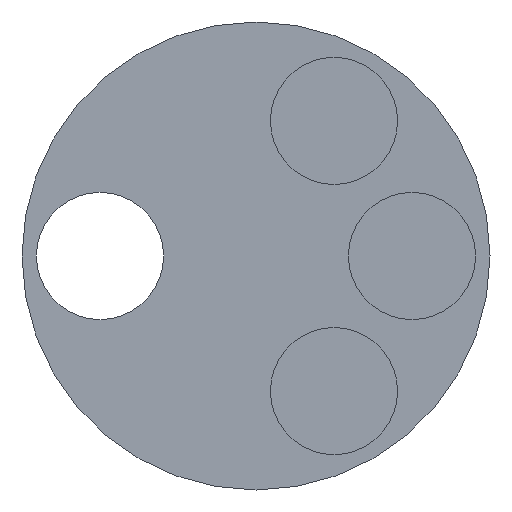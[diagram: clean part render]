
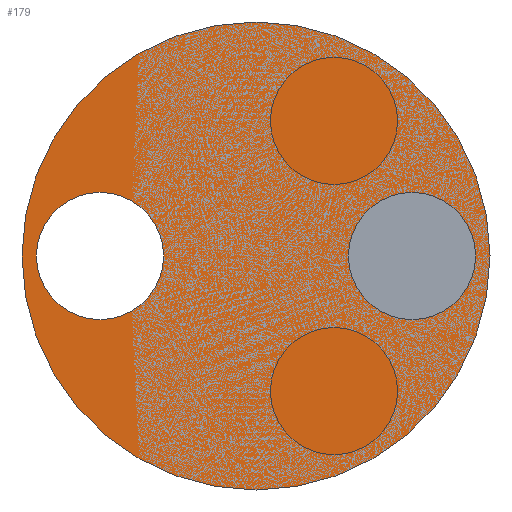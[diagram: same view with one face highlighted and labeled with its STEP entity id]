
A CAD part, front view. The second image highlights one B-rep face of the part: STEP entity #179.
In plain terms, the highlighted planar face has unit normal (0, -1, 0).
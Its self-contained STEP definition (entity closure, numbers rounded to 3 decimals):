
#19=FACE_BOUND('',#49,.T.);
#20=FACE_BOUND('',#50,.T.);
#28=PLANE('',#211);
#35=FACE_OUTER_BOUND('',#48,.T.);
#48=EDGE_LOOP('',(#141));
#49=EDGE_LOOP('',(#142));
#50=EDGE_LOOP('',(#143));
#78=CIRCLE('',#203,5.3);
#80=CIRCLE('',#206,5.3);
#82=CIRCLE('',#209,19.5);
#92=VERTEX_POINT('',#289);
#94=VERTEX_POINT('',#295);
#96=VERTEX_POINT('',#301);
#107=EDGE_CURVE('',#92,#92,#78,.T.);
#110=EDGE_CURVE('',#94,#94,#80,.T.);
#113=EDGE_CURVE('',#96,#96,#82,.T.);
#141=ORIENTED_EDGE('',*,*,#113,.F.);
#142=ORIENTED_EDGE('',*,*,#110,.F.);
#143=ORIENTED_EDGE('',*,*,#107,.F.);
#179=ADVANCED_FACE('',(#35,#19,#20),#28,.F.);
#203=AXIS2_PLACEMENT_3D('',#291,#233,#234);
#206=AXIS2_PLACEMENT_3D('',#297,#240,#241);
#209=AXIS2_PLACEMENT_3D('',#303,#247,#248);
#211=AXIS2_PLACEMENT_3D('',#305,#251,#252);
#233=DIRECTION('center_axis',(0.,-1.,0.));
#234=DIRECTION('ref_axis',(1.,0.,0.));
#240=DIRECTION('center_axis',(0.,-1.,0.));
#241=DIRECTION('ref_axis',(1.,0.,0.));
#247=DIRECTION('center_axis',(0.,1.,0.));
#248=DIRECTION('ref_axis',(1.,0.,0.));
#251=DIRECTION('center_axis',(0.,1.,0.));
#252=DIRECTION('ref_axis',(1.,0.,0.));
#289=CARTESIAN_POINT('',(7.7,0.,0.));
#291=CARTESIAN_POINT('Origin',(13.,0.,0.));
#295=CARTESIAN_POINT('',(-18.3,0.,0.));
#297=CARTESIAN_POINT('Origin',(-13.,0.,0.));
#301=CARTESIAN_POINT('',(-19.5,0.,0.));
#303=CARTESIAN_POINT('Origin',(0.,0.,0.));
#305=CARTESIAN_POINT('Origin',(0.,0.,0.));
